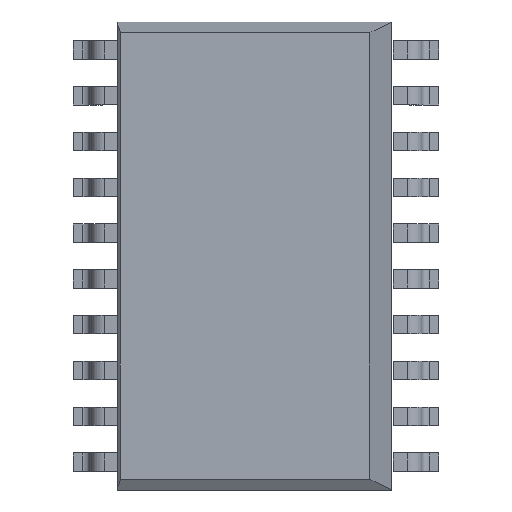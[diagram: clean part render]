
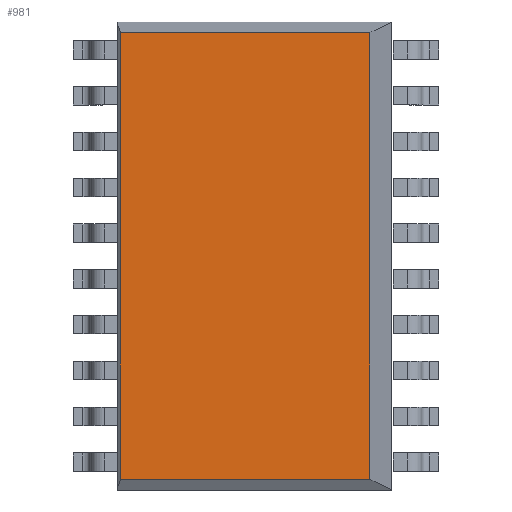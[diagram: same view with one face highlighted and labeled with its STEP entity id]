
A CAD part, top view. The second image highlights one B-rep face of the part: STEP entity #981.
In plain terms, the highlighted planar face has unit normal (0, 0, 1).
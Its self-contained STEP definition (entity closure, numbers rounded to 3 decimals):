
#459 = PLANE('',#460);
#460 = AXIS2_PLACEMENT_3D('',#461,#462,#463);
#461 = CARTESIAN_POINT('',(3.159,6.49,2.65));
#462 = DIRECTION('',(0.888,0.,0.459)
  );
#463 = DIRECTION('',(0.459,0.,-0.888)
  );
#487 = PLANE('',#488);
#488 = AXIS2_PLACEMENT_3D('',#489,#490,#491);
#489 = CARTESIAN_POINT('',(-3.759,6.34,2.075));
#490 = DIRECTION('',(0.,-0.968,-0.252)
  );
#491 = DIRECTION('',(-1.,0.,0.));
#515 = PLANE('',#516);
#516 = AXIS2_PLACEMENT_3D('',#517,#518,#519);
#517 = CARTESIAN_POINT('',(-3.841,6.49,1.49));
#518 = DIRECTION('',(-0.998,0.,
    0.07));
#519 = DIRECTION('',(0.07,0.,0.998
    ));
#638 = PLANE('',#639);
#639 = AXIS2_PLACEMENT_3D('',#640,#641,#642);
#640 = CARTESIAN_POINT('',(-3.759,-6.34,2.075));
#641 = DIRECTION('',(0.,-0.968,0.252)
  );
#642 = DIRECTION('',(-1.,0.,0.));
#753 = EDGE_CURVE('',#754,#756,#758,.T.);
#754 = VERTEX_POINT('',#755);
#755 = CARTESIAN_POINT('',(-3.759,6.19,2.65));
#756 = VERTEX_POINT('',#757);
#757 = CARTESIAN_POINT('',(-3.759,-6.19,2.65));
#758 = SURFACE_CURVE('',#759,(#763,#770),.PCURVE_S1.);
#759 = LINE('',#760,#761);
#760 = CARTESIAN_POINT('',(-3.759,6.49,2.65));
#761 = VECTOR('',#762,1.);
#762 = DIRECTION('',(0.,-1.,0.));
#763 = PCURVE('',#515,#764);
#764 = DEFINITIONAL_REPRESENTATION('',(#765),#769);
#765 = LINE('',#766,#767);
#766 = CARTESIAN_POINT('',(1.163,0.));
#767 = VECTOR('',#768,1.);
#768 = DIRECTION('',(0.,-1.));
#769 = ( GEOMETRIC_REPRESENTATION_CONTEXT(2) 
PARAMETRIC_REPRESENTATION_CONTEXT() REPRESENTATION_CONTEXT('2D SPACE',''
  ) );
#770 = PCURVE('',#771,#776);
#771 = PLANE('',#772);
#772 = AXIS2_PLACEMENT_3D('',#773,#774,#775);
#773 = CARTESIAN_POINT('',(-3.759,6.49,2.65));
#774 = DIRECTION('',(0.,0.,1.));
#775 = DIRECTION('',(1.,-0.,0.));
#776 = DEFINITIONAL_REPRESENTATION('',(#777),#781);
#777 = LINE('',#778,#779);
#778 = CARTESIAN_POINT('',(0.,0.));
#779 = VECTOR('',#780,1.);
#780 = DIRECTION('',(0.,-1.));
#781 = ( GEOMETRIC_REPRESENTATION_CONTEXT(2) 
PARAMETRIC_REPRESENTATION_CONTEXT() REPRESENTATION_CONTEXT('2D SPACE',''
  ) );
#859 = EDGE_CURVE('',#754,#860,#862,.T.);
#860 = VERTEX_POINT('',#861);
#861 = CARTESIAN_POINT('',(3.159,6.19,2.65));
#862 = SURFACE_CURVE('',#863,(#867,#874),.PCURVE_S1.);
#863 = LINE('',#864,#865);
#864 = CARTESIAN_POINT('',(-3.759,6.19,2.65));
#865 = VECTOR('',#866,1.);
#866 = DIRECTION('',(1.,-0.,0.));
#867 = PCURVE('',#487,#868);
#868 = DEFINITIONAL_REPRESENTATION('',(#869),#873);
#869 = LINE('',#870,#871);
#870 = CARTESIAN_POINT('',(0.,-0.594));
#871 = VECTOR('',#872,1.);
#872 = DIRECTION('',(-1.,0.));
#873 = ( GEOMETRIC_REPRESENTATION_CONTEXT(2) 
PARAMETRIC_REPRESENTATION_CONTEXT() REPRESENTATION_CONTEXT('2D SPACE',''
  ) );
#874 = PCURVE('',#771,#875);
#875 = DEFINITIONAL_REPRESENTATION('',(#876),#880);
#876 = LINE('',#877,#878);
#877 = CARTESIAN_POINT('',(0.,-0.3));
#878 = VECTOR('',#879,1.);
#879 = DIRECTION('',(1.,0.));
#880 = ( GEOMETRIC_REPRESENTATION_CONTEXT(2) 
PARAMETRIC_REPRESENTATION_CONTEXT() REPRESENTATION_CONTEXT('2D SPACE',''
  ) );
#907 = EDGE_CURVE('',#860,#908,#910,.T.);
#908 = VERTEX_POINT('',#909);
#909 = CARTESIAN_POINT('',(3.159,-6.19,2.65));
#910 = SURFACE_CURVE('',#911,(#915,#922),.PCURVE_S1.);
#911 = LINE('',#912,#913);
#912 = CARTESIAN_POINT('',(3.159,6.49,2.65));
#913 = VECTOR('',#914,1.);
#914 = DIRECTION('',(0.,-1.,0.));
#915 = PCURVE('',#459,#916);
#916 = DEFINITIONAL_REPRESENTATION('',(#917),#921);
#917 = LINE('',#918,#919);
#918 = CARTESIAN_POINT('',(0.,0.));
#919 = VECTOR('',#920,1.);
#920 = DIRECTION('',(0.,-1.));
#921 = ( GEOMETRIC_REPRESENTATION_CONTEXT(2) 
PARAMETRIC_REPRESENTATION_CONTEXT() REPRESENTATION_CONTEXT('2D SPACE',''
  ) );
#922 = PCURVE('',#771,#923);
#923 = DEFINITIONAL_REPRESENTATION('',(#924),#928);
#924 = LINE('',#925,#926);
#925 = CARTESIAN_POINT('',(6.919,0.));
#926 = VECTOR('',#927,1.);
#927 = DIRECTION('',(0.,-1.));
#928 = ( GEOMETRIC_REPRESENTATION_CONTEXT(2) 
PARAMETRIC_REPRESENTATION_CONTEXT() REPRESENTATION_CONTEXT('2D SPACE',''
  ) );
#959 = EDGE_CURVE('',#756,#908,#960,.T.);
#960 = SURFACE_CURVE('',#961,(#965,#972),.PCURVE_S1.);
#961 = LINE('',#962,#963);
#962 = CARTESIAN_POINT('',(-3.759,-6.19,2.65));
#963 = VECTOR('',#964,1.);
#964 = DIRECTION('',(1.,-0.,0.));
#965 = PCURVE('',#638,#966);
#966 = DEFINITIONAL_REPRESENTATION('',(#967),#971);
#967 = LINE('',#968,#969);
#968 = CARTESIAN_POINT('',(0.,-0.594));
#969 = VECTOR('',#970,1.);
#970 = DIRECTION('',(-1.,0.));
#971 = ( GEOMETRIC_REPRESENTATION_CONTEXT(2) 
PARAMETRIC_REPRESENTATION_CONTEXT() REPRESENTATION_CONTEXT('2D SPACE',''
  ) );
#972 = PCURVE('',#771,#973);
#973 = DEFINITIONAL_REPRESENTATION('',(#974),#978);
#974 = LINE('',#975,#976);
#975 = CARTESIAN_POINT('',(0.,-12.679));
#976 = VECTOR('',#977,1.);
#977 = DIRECTION('',(1.,0.));
#978 = ( GEOMETRIC_REPRESENTATION_CONTEXT(2) 
PARAMETRIC_REPRESENTATION_CONTEXT() REPRESENTATION_CONTEXT('2D SPACE',''
  ) );
#981 = ADVANCED_FACE('',(#982),#771,.T.);
#982 = FACE_BOUND('',#983,.T.);
#983 = EDGE_LOOP('',(#984,#985,#986,#987));
#984 = ORIENTED_EDGE('',*,*,#753,.T.);
#985 = ORIENTED_EDGE('',*,*,#959,.T.);
#986 = ORIENTED_EDGE('',*,*,#907,.F.);
#987 = ORIENTED_EDGE('',*,*,#859,.F.);
